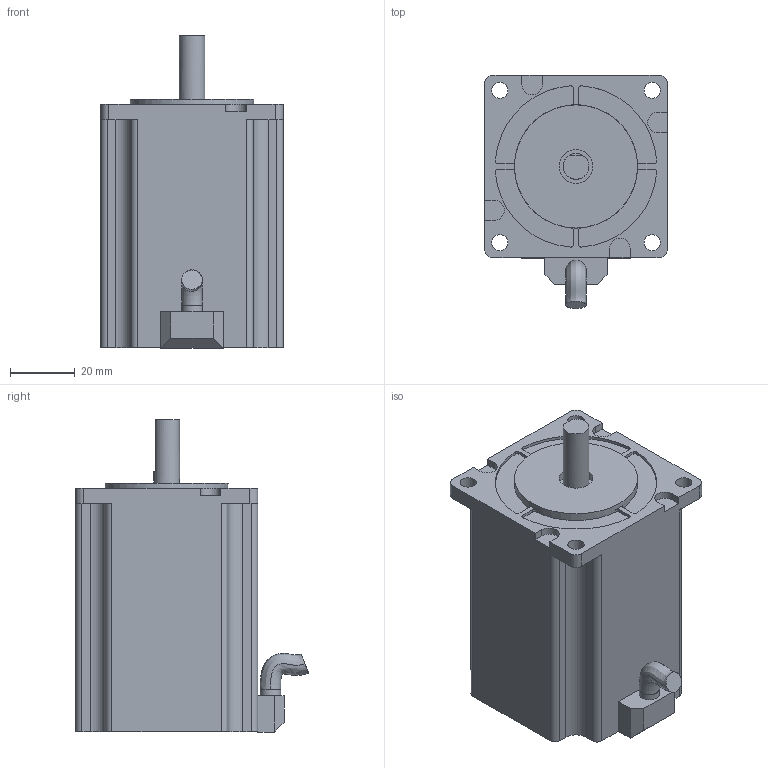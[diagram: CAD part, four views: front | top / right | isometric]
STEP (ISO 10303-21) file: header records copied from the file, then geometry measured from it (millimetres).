
FILE_DESCRIPTION(/* description */ ('dd_sketch_1'),/* implementation_level */ '2;1');
FILE_NAME(/* name */ 'dd_sketch_1 (33).step',/* time_stamp */ '2026-02-16T21:14:56+05:30',/* author */ (''),/* organization */ (''),/* preprocessor_version */ 'ST-DEVELOPER v20.1',/* originating_system */ 'Autodesk Translation Framework v14.21.0.0',/* authorisation */ '');
FILE_SCHEMA (('AUTOMOTIVE_DESIGN { 1 0 10303 214 3 1 1 }'));
Length unit declared in the file: metre
Products named in the file (1): 2026-02-16-21-14-56-618
Bounding box: 56.4 x 72.11 x 96.61 mm (x, y, z)
Volume: 219507.3 mm3; surface area: 24714.9 mm2
Topology: 1 solids, 1 shells, 121 faces, 323 edges, 210 vertices
Faces by surface type: plane 69, cylinder 50, bspline 2
Full cylindrical faces by diameter (mm): 5 x4, 6.35 x1, 8 x2, 10.5 x1, 11.671 x1, 38.1 x1
Entity records: 17443 total; most frequent: CARTESIAN_POINT 14290, DIRECTION 667, ORIENTED_EDGE 646, EDGE_CURVE 323, AXIS2_PLACEMENT_3D 239, VERTEX_POINT 210, LINE 189, VECTOR 189
